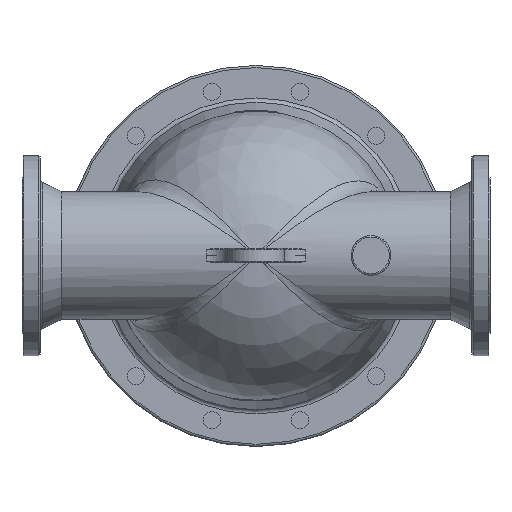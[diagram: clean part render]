
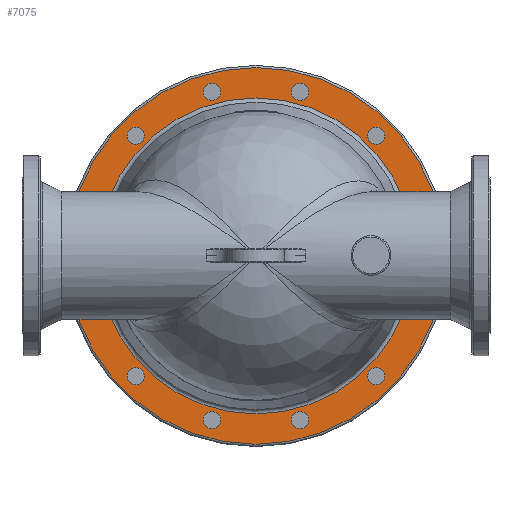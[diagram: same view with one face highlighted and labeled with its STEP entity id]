
A CAD part, top view. The second image highlights one B-rep face of the part: STEP entity #7075.
In plain terms, the highlighted planar face has unit normal (0, 0, 1).
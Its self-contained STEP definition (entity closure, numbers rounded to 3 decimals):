
#280=FACE_BOUND('',#1585,.T.);
#281=FACE_BOUND('',#1586,.T.);
#282=FACE_BOUND('',#1587,.T.);
#283=FACE_BOUND('',#1588,.T.);
#284=FACE_BOUND('',#1589,.T.);
#285=FACE_BOUND('',#1590,.T.);
#286=FACE_BOUND('',#1591,.T.);
#287=FACE_BOUND('',#1592,.T.);
#288=FACE_BOUND('',#1593,.T.);
#289=FACE_BOUND('',#1594,.T.);
#290=FACE_BOUND('',#1595,.T.);
#291=FACE_BOUND('',#1596,.T.);
#292=FACE_BOUND('',#1597,.T.);
#744=PLANE('',#7735);
#1113=FACE_OUTER_BOUND('',#1584,.T.);
#1584=EDGE_LOOP('',(#6147));
#1585=EDGE_LOOP('',(#6148));
#1586=EDGE_LOOP('',(#6149));
#1587=EDGE_LOOP('',(#6150));
#1588=EDGE_LOOP('',(#6151));
#1589=EDGE_LOOP('',(#6152));
#1590=EDGE_LOOP('',(#6153));
#1591=EDGE_LOOP('',(#6154));
#1592=EDGE_LOOP('',(#6155));
#1593=EDGE_LOOP('',(#6156));
#1594=EDGE_LOOP('',(#6157));
#1595=EDGE_LOOP('',(#6158));
#1596=EDGE_LOOP('',(#6159));
#1597=EDGE_LOOP('',(#6160));
#2470=CIRCLE('',#7171,12.);
#2474=CIRCLE('',#7178,12.);
#2478=CIRCLE('',#7185,12.);
#2482=CIRCLE('',#7192,12.);
#2486=CIRCLE('',#7199,12.);
#2490=CIRCLE('',#7206,12.);
#2494=CIRCLE('',#7213,12.);
#2498=CIRCLE('',#7220,12.);
#2502=CIRCLE('',#7227,12.);
#2506=CIRCLE('',#7234,12.);
#2510=CIRCLE('',#7241,12.);
#2602=CIRCLE('',#7490,12.);
#2725=CIRCLE('',#7734,219.761);
#2726=CIRCLE('',#7736,262.);
#2851=VERTEX_POINT('',#9813);
#2855=VERTEX_POINT('',#9826);
#2859=VERTEX_POINT('',#9839);
#2863=VERTEX_POINT('',#9852);
#2867=VERTEX_POINT('',#9865);
#2871=VERTEX_POINT('',#9878);
#2875=VERTEX_POINT('',#9891);
#2879=VERTEX_POINT('',#9904);
#2883=VERTEX_POINT('',#9917);
#2887=VERTEX_POINT('',#9930);
#2891=VERTEX_POINT('',#9943);
#3115=VERTEX_POINT('',#10946);
#3391=VERTEX_POINT('',#22250);
#3392=VERTEX_POINT('',#22254);
#3527=EDGE_CURVE('',#2851,#2851,#2470,.T.);
#3533=EDGE_CURVE('',#2855,#2855,#2474,.T.);
#3539=EDGE_CURVE('',#2859,#2859,#2478,.T.);
#3545=EDGE_CURVE('',#2863,#2863,#2482,.T.);
#3551=EDGE_CURVE('',#2867,#2867,#2486,.T.);
#3557=EDGE_CURVE('',#2871,#2871,#2490,.T.);
#3563=EDGE_CURVE('',#2875,#2875,#2494,.T.);
#3569=EDGE_CURVE('',#2879,#2879,#2498,.T.);
#3575=EDGE_CURVE('',#2883,#2883,#2502,.T.);
#3581=EDGE_CURVE('',#2887,#2887,#2506,.T.);
#3587=EDGE_CURVE('',#2891,#2891,#2510,.T.);
#3945=EDGE_CURVE('',#3115,#3115,#2602,.T.);
#4366=EDGE_CURVE('',#3391,#3391,#2725,.T.);
#4367=EDGE_CURVE('',#3392,#3392,#2726,.T.);
#6147=ORIENTED_EDGE('',*,*,#4367,.F.);
#6148=ORIENTED_EDGE('',*,*,#3527,.T.);
#6149=ORIENTED_EDGE('',*,*,#3533,.T.);
#6150=ORIENTED_EDGE('',*,*,#3539,.T.);
#6151=ORIENTED_EDGE('',*,*,#3545,.T.);
#6152=ORIENTED_EDGE('',*,*,#3551,.T.);
#6153=ORIENTED_EDGE('',*,*,#3557,.T.);
#6154=ORIENTED_EDGE('',*,*,#3563,.T.);
#6155=ORIENTED_EDGE('',*,*,#3569,.T.);
#6156=ORIENTED_EDGE('',*,*,#3575,.T.);
#6157=ORIENTED_EDGE('',*,*,#3581,.T.);
#6158=ORIENTED_EDGE('',*,*,#3587,.T.);
#6159=ORIENTED_EDGE('',*,*,#3945,.T.);
#6160=ORIENTED_EDGE('',*,*,#4366,.F.);
#7075=ADVANCED_FACE('',(#1113,#280,#281,#282,#283,#284,#285,#286,#287,#288,
#289,#290,#291,#292),#744,.F.);
#7171=AXIS2_PLACEMENT_3D('',#9815,#7935,#7936);
#7178=AXIS2_PLACEMENT_3D('',#9828,#7951,#7952);
#7185=AXIS2_PLACEMENT_3D('',#9841,#7967,#7968);
#7192=AXIS2_PLACEMENT_3D('',#9854,#7983,#7984);
#7199=AXIS2_PLACEMENT_3D('',#9867,#7999,#8000);
#7206=AXIS2_PLACEMENT_3D('',#9880,#8015,#8016);
#7213=AXIS2_PLACEMENT_3D('',#9893,#8031,#8032);
#7220=AXIS2_PLACEMENT_3D('',#9906,#8047,#8048);
#7227=AXIS2_PLACEMENT_3D('',#9919,#8063,#8064);
#7234=AXIS2_PLACEMENT_3D('',#9932,#8079,#8080);
#7241=AXIS2_PLACEMENT_3D('',#9945,#8095,#8096);
#7490=AXIS2_PLACEMENT_3D('',#10948,#8727,#8728);
#7734=AXIS2_PLACEMENT_3D('',#22252,#9377,#9378);
#7735=AXIS2_PLACEMENT_3D('',#22253,#9379,#9380);
#7736=AXIS2_PLACEMENT_3D('',#22255,#9381,#9382);
#7935=DIRECTION('center_axis',(0.,0.,-1.));
#7936=DIRECTION('ref_axis',(0.866,-0.5,0.));
#7951=DIRECTION('center_axis',(0.,0.,-1.));
#7952=DIRECTION('ref_axis',(0.5,-0.866,0.));
#7967=DIRECTION('center_axis',(0.,0.,-1.));
#7968=DIRECTION('ref_axis',(0.,-1.,0.));
#7983=DIRECTION('center_axis',(0.,0.,-1.));
#7984=DIRECTION('ref_axis',(-0.5,-0.866,0.));
#7999=DIRECTION('center_axis',(0.,0.,-1.));
#8000=DIRECTION('ref_axis',(-0.866,-0.5,0.));
#8015=DIRECTION('center_axis',(0.,0.,-1.));
#8016=DIRECTION('ref_axis',(-1.,0.,0.));
#8031=DIRECTION('center_axis',(0.,0.,-1.));
#8032=DIRECTION('ref_axis',(-0.866,0.5,0.));
#8047=DIRECTION('center_axis',(0.,0.,-1.));
#8048=DIRECTION('ref_axis',(-0.5,0.866,0.));
#8063=DIRECTION('center_axis',(0.,0.,-1.));
#8064=DIRECTION('ref_axis',(0.,1.,0.));
#8079=DIRECTION('center_axis',(0.,0.,-1.));
#8080=DIRECTION('ref_axis',(0.5,0.866,0.));
#8095=DIRECTION('center_axis',(0.,0.,-1.));
#8096=DIRECTION('ref_axis',(0.866,0.5,0.));
#8727=DIRECTION('center_axis',(0.,0.,-1.));
#8728=DIRECTION('ref_axis',(1.,0.,0.));
#9377=DIRECTION('center_axis',(0.,0.,1.));
#9378=DIRECTION('ref_axis',(-1.,0.,0.));
#9379=DIRECTION('center_axis',(0.,0.,-1.));
#9380=DIRECTION('ref_axis',(-1.,0.,0.));
#9381=DIRECTION('center_axis',(0.,0.,-1.));
#9382=DIRECTION('ref_axis',(-1.,0.,0.));
#9813=CARTESIAN_POINT('',(-177.623,173.231,45.));
#9815=CARTESIAN_POINT('Origin',(-167.231,167.231,45.));
#9826=CARTESIAN_POINT('',(-67.211,238.834,45.));
#9828=CARTESIAN_POINT('Origin',(-61.211,228.441,45.));
#9839=CARTESIAN_POINT('',(61.211,240.441,45.));
#9841=CARTESIAN_POINT('Origin',(61.211,228.441,45.));
#9852=CARTESIAN_POINT('',(173.231,177.623,45.));
#9854=CARTESIAN_POINT('Origin',(167.231,167.231,45.));
#9865=CARTESIAN_POINT('',(238.834,67.211,45.));
#9867=CARTESIAN_POINT('Origin',(228.441,61.211,45.));
#9878=CARTESIAN_POINT('',(240.441,-61.211,45.));
#9880=CARTESIAN_POINT('Origin',(228.441,-61.211,45.));
#9891=CARTESIAN_POINT('',(177.623,-173.231,45.));
#9893=CARTESIAN_POINT('Origin',(167.231,-167.231,45.));
#9904=CARTESIAN_POINT('',(67.211,-238.834,45.));
#9906=CARTESIAN_POINT('Origin',(61.211,-228.441,45.));
#9917=CARTESIAN_POINT('',(-61.211,-240.441,45.));
#9919=CARTESIAN_POINT('Origin',(-61.211,-228.441,45.));
#9930=CARTESIAN_POINT('',(-173.231,-177.623,45.));
#9932=CARTESIAN_POINT('Origin',(-167.231,-167.231,45.));
#9943=CARTESIAN_POINT('',(-238.834,-67.211,45.));
#9945=CARTESIAN_POINT('Origin',(-228.441,-61.211,45.));
#10946=CARTESIAN_POINT('',(-240.441,61.211,45.));
#10948=CARTESIAN_POINT('Origin',(-228.441,61.211,45.));
#22250=CARTESIAN_POINT('',(219.761,0.,45.));
#22252=CARTESIAN_POINT('Origin',(0.,0.,45.));
#22253=CARTESIAN_POINT('Origin',(0.,0.,45.));
#22254=CARTESIAN_POINT('',(262.,0.,45.));
#22255=CARTESIAN_POINT('Origin',(0.,0.,45.));
